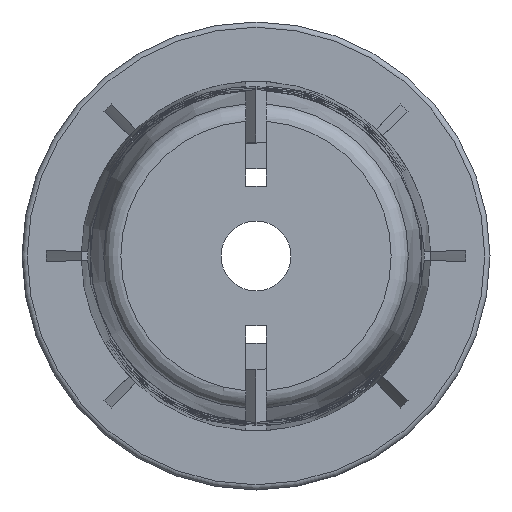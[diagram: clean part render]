
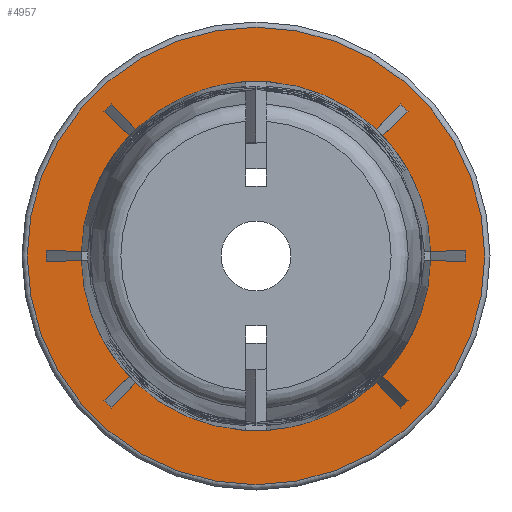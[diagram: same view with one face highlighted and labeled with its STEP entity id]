
A CAD part, left-side view. The second image highlights one B-rep face of the part: STEP entity #4957.
In plain terms, the highlighted planar face has unit normal (-1, 0, 0).
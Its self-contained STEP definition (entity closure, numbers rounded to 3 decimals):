
#162=PLANE('',#5643);
#230=CIRCLE('',#4990,3.);
#234=CIRCLE('',#5014,3.);
#236=CIRCLE('',#5016,3.);
#238=CIRCLE('',#5019,3.);
#240=CIRCLE('',#5021,3.);
#242=CIRCLE('',#5023,3.);
#307=CIRCLE('',#5484,3.105);
#329=CIRCLE('',#5538,3.105);
#331=CIRCLE('',#5544,3.105);
#333=CIRCLE('',#5550,3.105);
#335=CIRCLE('',#5556,3.105);
#337=CIRCLE('',#5562,3.105);
#338=CIRCLE('',#5644,3.93);
#2175=ORIENTED_EDGE('',*,*,#2823,.T.);
#2176=ORIENTED_EDGE('',*,*,#2812,.T.);
#2177=ORIENTED_EDGE('',*,*,#2229,.T.);
#2178=ORIENTED_EDGE('',*,*,#2876,.F.);
#2179=ORIENTED_EDGE('',*,*,#2879,.T.);
#2180=ORIENTED_EDGE('',*,*,#2877,.T.);
#2181=ORIENTED_EDGE('',*,*,#2279,.T.);
#2182=ORIENTED_EDGE('',*,*,#2901,.T.);
#2183=ORIENTED_EDGE('',*,*,#2903,.T.);
#2184=ORIENTED_EDGE('',*,*,#2899,.F.);
#2185=ORIENTED_EDGE('',*,*,#2275,.T.);
#2186=ORIENTED_EDGE('',*,*,#2856,.T.);
#2187=ORIENTED_EDGE('',*,*,#2871,.T.);
#2188=ORIENTED_EDGE('',*,*,#2843,.F.);
#2189=ORIENTED_EDGE('',*,*,#2291,.T.);
#2190=ORIENTED_EDGE('',*,*,#2885,.T.);
#2191=ORIENTED_EDGE('',*,*,#2887,.T.);
#2192=ORIENTED_EDGE('',*,*,#2883,.F.);
#2193=ORIENTED_EDGE('',*,*,#2287,.T.);
#2194=ORIENTED_EDGE('',*,*,#2892,.F.);
#2195=ORIENTED_EDGE('',*,*,#2895,.T.);
#2196=ORIENTED_EDGE('',*,*,#2893,.T.);
#2197=ORIENTED_EDGE('',*,*,#2283,.T.);
#2198=ORIENTED_EDGE('',*,*,#2800,.F.);
#2199=ORIENTED_EDGE('',*,*,#2978,.F.);
#2229=EDGE_CURVE('',#3006,#3004,#230,.T.);
#2275=EDGE_CURVE('',#3052,#3051,#234,.T.);
#2279=EDGE_CURVE('',#3056,#3055,#236,.T.);
#2283=EDGE_CURVE('',#3060,#3058,#238,.T.);
#2287=EDGE_CURVE('',#3064,#3063,#240,.T.);
#2291=EDGE_CURVE('',#3068,#3067,#242,.T.);
#2800=EDGE_CURVE('',#3438,#3058,#3656,.T.);
#2812=EDGE_CURVE('',#3446,#3006,#3668,.T.);
#2823=EDGE_CURVE('',#3438,#3446,#307,.F.);
#2843=EDGE_CURVE('',#3068,#3457,#3687,.T.);
#2856=EDGE_CURVE('',#3051,#3465,#3700,.T.);
#2871=EDGE_CURVE('',#3465,#3457,#329,.F.);
#2876=EDGE_CURVE('',#3470,#3004,#3707,.T.);
#2877=EDGE_CURVE('',#3471,#3056,#3708,.T.);
#2879=EDGE_CURVE('',#3470,#3471,#331,.F.);
#2883=EDGE_CURVE('',#3064,#3474,#3712,.T.);
#2885=EDGE_CURVE('',#3067,#3475,#3714,.T.);
#2887=EDGE_CURVE('',#3475,#3474,#333,.F.);
#2892=EDGE_CURVE('',#3478,#3063,#3719,.T.);
#2893=EDGE_CURVE('',#3479,#3060,#3720,.T.);
#2895=EDGE_CURVE('',#3478,#3479,#335,.F.);
#2899=EDGE_CURVE('',#3052,#3482,#3724,.T.);
#2901=EDGE_CURVE('',#3055,#3483,#3726,.T.);
#2903=EDGE_CURVE('',#3483,#3482,#337,.F.);
#2978=EDGE_CURVE('',#3484,#3484,#338,.T.);
#3004=VERTEX_POINT('',#7369);
#3006=VERTEX_POINT('',#7372);
#3051=VERTEX_POINT('',#7462);
#3052=VERTEX_POINT('',#7464);
#3055=VERTEX_POINT('',#7470);
#3056=VERTEX_POINT('',#7472);
#3058=VERTEX_POINT('',#7478);
#3060=VERTEX_POINT('',#7481);
#3063=VERTEX_POINT('',#7487);
#3064=VERTEX_POINT('',#7489);
#3067=VERTEX_POINT('',#7495);
#3068=VERTEX_POINT('',#7497);
#3438=VERTEX_POINT('',#8573);
#3446=VERTEX_POINT('',#8599);
#3457=VERTEX_POINT('',#8661);
#3465=VERTEX_POINT('',#8687);
#3470=VERTEX_POINT('',#8725);
#3471=VERTEX_POINT('',#8729);
#3474=VERTEX_POINT('',#8741);
#3475=VERTEX_POINT('',#8745);
#3478=VERTEX_POINT('',#8757);
#3479=VERTEX_POINT('',#8761);
#3482=VERTEX_POINT('',#8773);
#3483=VERTEX_POINT('',#8777);
#3484=VERTEX_POINT('',#8937);
#3656=LINE('',#8575,#3972);
#3668=LINE('',#8598,#3984);
#3687=LINE('',#8660,#4003);
#3700=LINE('',#8686,#4016);
#3707=LINE('',#8726,#4023);
#3708=LINE('',#8728,#4024);
#3712=LINE('',#8740,#4028);
#3714=LINE('',#8744,#4030);
#3719=LINE('',#8758,#4035);
#3720=LINE('',#8760,#4036);
#3724=LINE('',#8772,#4040);
#3726=LINE('',#8776,#4042);
#3972=VECTOR('',#6820,1000.);
#3984=VECTOR('',#6842,1000.);
#4003=VECTOR('',#6925,1000.);
#4016=VECTOR('',#6948,1000.);
#4023=VECTOR('',#7009,1000.);
#4024=VECTOR('',#7012,1000.);
#4028=VECTOR('',#7026,1000.);
#4030=VECTOR('',#7030,1000.);
#4035=VECTOR('',#7045,1000.);
#4036=VECTOR('',#7048,1000.);
#4040=VECTOR('',#7062,1000.);
#4042=VECTOR('',#7066,1000.);
#4372=EDGE_LOOP('',(#2175,#2176,#2177,#2178,#2179,#2180,#2181,#2182,#2183,
#2184,#2185,#2186,#2187,#2188,#2189,#2190,#2191,#2192,#2193,#2194,#2195,
#2196,#2197,#2198));
#4373=EDGE_LOOP('',(#2199));
#4632=FACE_BOUND('',#4372,.T.);
#4633=FACE_BOUND('',#4373,.T.);
#4957=ADVANCED_FACE('',(#4632,#4633),#162,.T.);
#4990=AXIS2_PLACEMENT_3D('',#7371,#5695,#5696);
#5014=AXIS2_PLACEMENT_3D('',#7463,#5765,#5766);
#5016=AXIS2_PLACEMENT_3D('',#7471,#5771,#5772);
#5019=AXIS2_PLACEMENT_3D('',#7480,#5779,#5780);
#5021=AXIS2_PLACEMENT_3D('',#7488,#5785,#5786);
#5023=AXIS2_PLACEMENT_3D('',#7496,#5791,#5792);
#5484=AXIS2_PLACEMENT_3D('',#8620,#6864,#6865);
#5538=AXIS2_PLACEMENT_3D('',#8716,#6998,#6999);
#5544=AXIS2_PLACEMENT_3D('',#8732,#7016,#7017);
#5550=AXIS2_PLACEMENT_3D('',#8748,#7034,#7035);
#5556=AXIS2_PLACEMENT_3D('',#8764,#7052,#7053);
#5562=AXIS2_PLACEMENT_3D('',#8780,#7070,#7071);
#5643=AXIS2_PLACEMENT_3D('',#8935,#7306,#7307);
#5644=AXIS2_PLACEMENT_3D('',#8936,#7308,#7309);
#5695=DIRECTION('',(1.,0.,0.));
#5696=DIRECTION('',(0.,0.,-1.));
#5765=DIRECTION('',(1.,0.,0.));
#5766=DIRECTION('',(0.,0.,-1.));
#5771=DIRECTION('',(1.,0.,0.));
#5772=DIRECTION('',(0.,0.,-1.));
#5779=DIRECTION('',(1.,0.,0.));
#5780=DIRECTION('',(0.,0.,-1.));
#5785=DIRECTION('',(1.,0.,0.));
#5786=DIRECTION('',(0.,0.,-1.));
#5791=DIRECTION('',(1.,0.,0.));
#5792=DIRECTION('',(0.,0.,-1.));
#6820=DIRECTION('',(0.,-1.,0.026));
#6842=DIRECTION('',(0.,-1.,-0.026));
#6864=DIRECTION('',(-1.,0.,0.));
#6865=DIRECTION('',(0.,0.,1.));
#6925=DIRECTION('',(0.,-1.,-0.026));
#6948=DIRECTION('',(0.,-1.,0.026));
#6998=DIRECTION('',(-1.,0.,0.));
#6999=DIRECTION('',(0.,0.,1.));
#7009=DIRECTION('',(0.,-0.725,-0.688));
#7012=DIRECTION('',(0.,-0.688,-0.725));
#7016=DIRECTION('',(-1.,0.,0.));
#7017=DIRECTION('',(0.,0.,1.));
#7026=DIRECTION('',(0.,-0.688,-0.725));
#7030=DIRECTION('',(0.,-0.725,-0.688));
#7034=DIRECTION('',(-1.,0.,0.));
#7035=DIRECTION('',(0.,0.,1.));
#7045=DIRECTION('',(0.,-0.688,0.725));
#7048=DIRECTION('',(0.,-0.725,0.688));
#7052=DIRECTION('',(-1.,0.,0.));
#7053=DIRECTION('',(0.,0.,1.));
#7062=DIRECTION('',(0.,-0.725,0.688));
#7066=DIRECTION('',(0.,-0.688,0.725));
#7070=DIRECTION('',(-1.,0.,0.));
#7071=DIRECTION('',(0.,0.,1.));
#7306=DIRECTION('',(-1.,0.,0.));
#7307=DIRECTION('',(0.,0.,1.));
#7308=DIRECTION('',(1.,0.,0.));
#7309=DIRECTION('',(0.,0.,-1.));
#7369=CARTESIAN_POINT('',(-0.105,2.176,2.065));
#7371=CARTESIAN_POINT('',(-0.105,0.,0.));
#7372=CARTESIAN_POINT('',(-0.105,2.999,0.079));
#7462=CARTESIAN_POINT('',(-0.105,-2.999,0.079));
#7463=CARTESIAN_POINT('',(-0.105,0.,0.));
#7464=CARTESIAN_POINT('',(-0.105,-2.176,2.065));
#7470=CARTESIAN_POINT('',(-0.105,-2.065,2.176));
#7471=CARTESIAN_POINT('',(-0.105,0.,0.));
#7472=CARTESIAN_POINT('',(-0.105,2.065,2.176));
#7478=CARTESIAN_POINT('',(-0.105,2.999,-0.079));
#7480=CARTESIAN_POINT('',(-0.105,0.,0.));
#7481=CARTESIAN_POINT('',(-0.105,2.176,-2.065));
#7487=CARTESIAN_POINT('',(-0.105,2.065,-2.176));
#7488=CARTESIAN_POINT('',(-0.105,0.,0.));
#7489=CARTESIAN_POINT('',(-0.105,-2.065,-2.176));
#7495=CARTESIAN_POINT('',(-0.105,-2.176,-2.065));
#7496=CARTESIAN_POINT('',(-0.105,0.,0.));
#7497=CARTESIAN_POINT('',(-0.105,-2.999,-0.079));
#8573=CARTESIAN_POINT('',(-0.105,3.104,-0.081));
#8575=CARTESIAN_POINT('',(-0.105,0.,0.));
#8598=CARTESIAN_POINT('',(-0.105,0.,0.));
#8599=CARTESIAN_POINT('',(-0.105,3.104,0.081));
#8620=CARTESIAN_POINT('',(-0.105,0.,0.));
#8660=CARTESIAN_POINT('',(-0.105,0.,0.));
#8661=CARTESIAN_POINT('',(-0.105,-3.104,-0.081));
#8686=CARTESIAN_POINT('',(-0.105,0.,0.));
#8687=CARTESIAN_POINT('',(-0.105,-3.104,0.081));
#8716=CARTESIAN_POINT('',(-0.105,0.,0.));
#8725=CARTESIAN_POINT('',(-0.105,2.252,2.137));
#8726=CARTESIAN_POINT('',(-0.105,0.,0.));
#8728=CARTESIAN_POINT('',(-0.105,0.,0.));
#8729=CARTESIAN_POINT('',(-0.105,2.137,2.252));
#8732=CARTESIAN_POINT('',(-0.105,0.,0.));
#8740=CARTESIAN_POINT('',(-0.105,0.,0.));
#8741=CARTESIAN_POINT('',(-0.105,-2.137,-2.252));
#8744=CARTESIAN_POINT('',(-0.105,0.,0.));
#8745=CARTESIAN_POINT('',(-0.105,-2.252,-2.137));
#8748=CARTESIAN_POINT('',(-0.105,0.,0.));
#8757=CARTESIAN_POINT('',(-0.105,2.137,-2.252));
#8758=CARTESIAN_POINT('',(-0.105,0.,0.));
#8760=CARTESIAN_POINT('',(-0.105,0.,0.));
#8761=CARTESIAN_POINT('',(-0.105,2.252,-2.137));
#8764=CARTESIAN_POINT('',(-0.105,0.,0.));
#8772=CARTESIAN_POINT('',(-0.105,0.,0.));
#8773=CARTESIAN_POINT('',(-0.105,-2.252,2.137));
#8776=CARTESIAN_POINT('',(-0.105,0.,0.));
#8777=CARTESIAN_POINT('',(-0.105,-2.137,2.252));
#8780=CARTESIAN_POINT('',(-0.105,0.,0.));
#8935=CARTESIAN_POINT('',(-0.105,3.93,0.));
#8936=CARTESIAN_POINT('',(-0.105,0.,0.));
#8937=CARTESIAN_POINT('',(-0.105,0.,-3.93));
